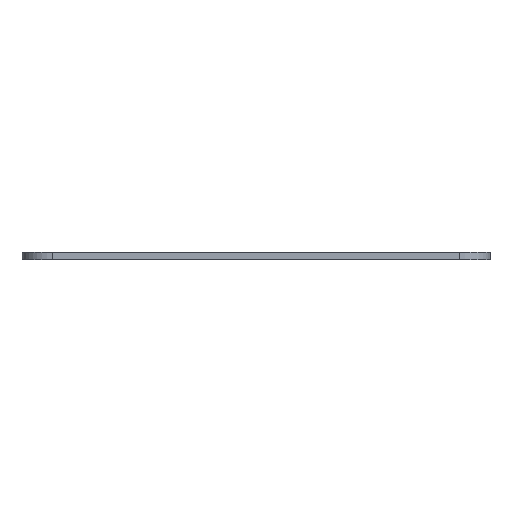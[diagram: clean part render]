
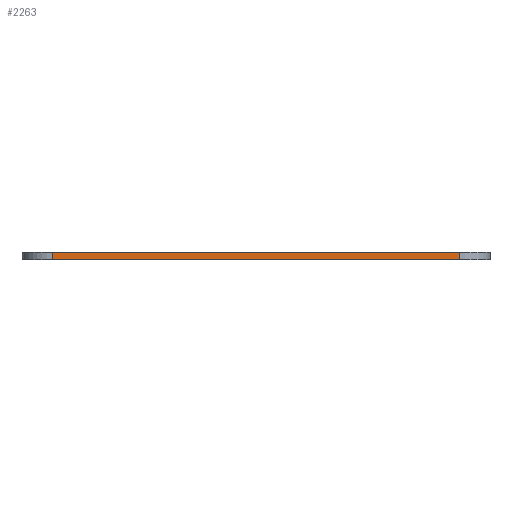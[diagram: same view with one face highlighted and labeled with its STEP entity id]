
A CAD part, left-side view. The second image highlights one B-rep face of the part: STEP entity #2263.
In plain terms, the highlighted planar face has unit normal (-1, 0, 0).
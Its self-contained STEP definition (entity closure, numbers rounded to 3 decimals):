
#146 = VERTEX_POINT('',#147);
#147 = CARTESIAN_POINT('',(51.311,-49.582,0.));
#154 = EDGE_CURVE('',#155,#146,#157,.T.);
#155 = VERTEX_POINT('',#156);
#156 = CARTESIAN_POINT('',(51.311,-136.582,0.));
#157 = LINE('',#158,#159);
#158 = CARTESIAN_POINT('',(51.311,-136.582,0.));
#159 = VECTOR('',#160,1.);
#160 = DIRECTION('',(0.,1.,0.));
#1191 = VERTEX_POINT('',#1192);
#1192 = CARTESIAN_POINT('',(51.311,-49.582,1.51));
#1199 = EDGE_CURVE('',#1200,#1191,#1202,.T.);
#1200 = VERTEX_POINT('',#1201);
#1201 = CARTESIAN_POINT('',(51.311,-136.582,1.51));
#1202 = LINE('',#1203,#1204);
#1203 = CARTESIAN_POINT('',(51.311,-136.582,1.51));
#1204 = VECTOR('',#1205,1.);
#1205 = DIRECTION('',(0.,1.,0.));
#2233 = EDGE_CURVE('',#146,#1191,#2234,.T.);
#2234 = LINE('',#2235,#2236);
#2235 = CARTESIAN_POINT('',(51.311,-49.582,0.));
#2236 = VECTOR('',#2237,1.);
#2237 = DIRECTION('',(0.,0.,1.));
#2263 = ADVANCED_FACE('',(#2264),#2275,.T.);
#2264 = FACE_BOUND('',#2265,.T.);
#2265 = EDGE_LOOP('',(#2266,#2272,#2273,#2274));
#2266 = ORIENTED_EDGE('',*,*,#2267,.T.);
#2267 = EDGE_CURVE('',#155,#1200,#2268,.T.);
#2268 = LINE('',#2269,#2270);
#2269 = CARTESIAN_POINT('',(51.311,-136.582,0.));
#2270 = VECTOR('',#2271,1.);
#2271 = DIRECTION('',(0.,0.,1.));
#2272 = ORIENTED_EDGE('',*,*,#1199,.T.);
#2273 = ORIENTED_EDGE('',*,*,#2233,.F.);
#2274 = ORIENTED_EDGE('',*,*,#154,.F.);
#2275 = PLANE('',#2276);
#2276 = AXIS2_PLACEMENT_3D('',#2277,#2278,#2279);
#2277 = CARTESIAN_POINT('',(51.311,-136.582,0.));
#2278 = DIRECTION('',(-1.,0.,0.));
#2279 = DIRECTION('',(0.,1.,0.));
